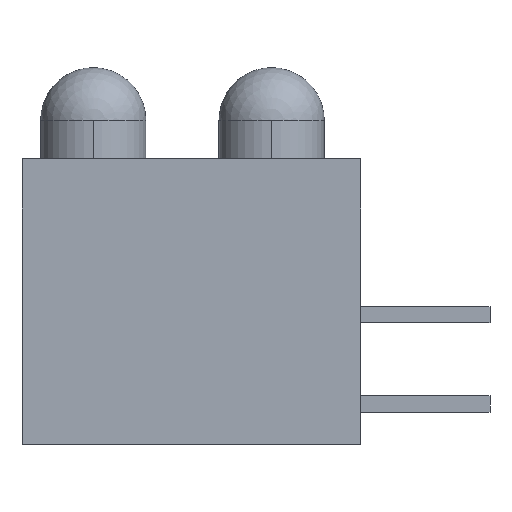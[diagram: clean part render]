
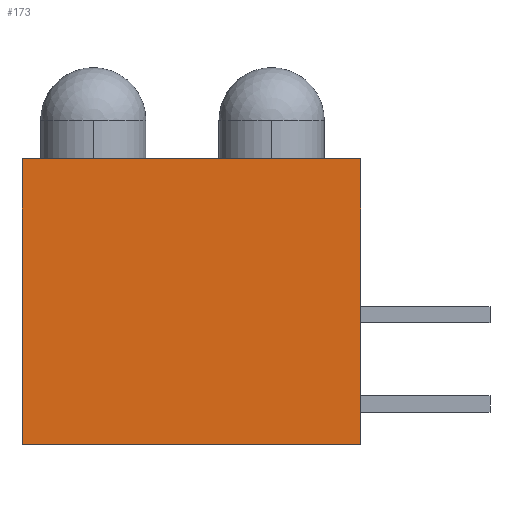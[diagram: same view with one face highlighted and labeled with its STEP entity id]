
A CAD part, left-side view. The second image highlights one B-rep face of the part: STEP entity #173.
In plain terms, the highlighted planar face has unit normal (-1, 0, 0).
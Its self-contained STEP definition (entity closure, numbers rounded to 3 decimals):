
#12 = DIRECTION ( 'NONE',  ( 1., 0., 0. ) ) ;
#47 = LINE ( 'NONE', #902, #1988 ) ;
#106 = EDGE_LOOP ( 'NONE', ( #792, #1171, #2401, #1441 ) ) ;
#173 = ADVANCED_FACE ( 'NONE', ( #1837 ), #779, .F. ) ;
#349 = DIRECTION ( 'NONE',  ( 0., 0., -1. ) ) ;
#383 = EDGE_CURVE ( 'NONE', #2198, #1330, #2062, .T. ) ;
#621 = CARTESIAN_POINT ( 'NONE',  ( -4.32, 0., 0. ) ) ;
#673 = VECTOR ( 'NONE', #1604, 1000. ) ;
#754 = DIRECTION ( 'NONE',  ( 0., 1., 0. ) ) ;
#755 = LINE ( 'NONE', #786, #1257 ) ;
#763 = CARTESIAN_POINT ( 'NONE',  ( -4.32, 0., 8.13 ) ) ;
#779 = PLANE ( 'NONE',  #1296 ) ;
#786 = CARTESIAN_POINT ( 'NONE',  ( -4.32, 0., 8.13 ) ) ;
#792 = ORIENTED_EDGE ( 'NONE', *, *, #1934, .T. ) ;
#855 = CARTESIAN_POINT ( 'NONE',  ( -4.32, 0., 8.13 ) ) ;
#902 = CARTESIAN_POINT ( 'NONE',  ( -4.32, 9.65, 8.13 ) ) ;
#928 = DIRECTION ( 'NONE',  ( 0., -1., 0. ) ) ;
#961 = VERTEX_POINT ( 'NONE', #1810 ) ;
#1007 = VERTEX_POINT ( 'NONE', #1452 ) ;
#1171 = ORIENTED_EDGE ( 'NONE', *, *, #383, .F. ) ;
#1257 = VECTOR ( 'NONE', #1917, 1000. ) ;
#1260 = EDGE_CURVE ( 'NONE', #1007, #2198, #755, .T. ) ;
#1296 = AXIS2_PLACEMENT_3D ( 'NONE', #763, #12, #754 ) ;
#1330 = VERTEX_POINT ( 'NONE', #621 ) ;
#1374 = VECTOR ( 'NONE', #928, 1000. ) ;
#1441 = ORIENTED_EDGE ( 'NONE', *, *, #2374, .T. ) ;
#1452 = CARTESIAN_POINT ( 'NONE',  ( -4.32, 9.65, 8.13 ) ) ;
#1604 = DIRECTION ( 'NONE',  ( 0., 0., -1. ) ) ;
#1810 = CARTESIAN_POINT ( 'NONE',  ( -4.32, 9.65, 0. ) ) ;
#1814 = LINE ( 'NONE', #2433, #1374 ) ;
#1837 = FACE_OUTER_BOUND ( 'NONE', #106, .T. ) ;
#1917 = DIRECTION ( 'NONE',  ( 0., -1., 0. ) ) ;
#1934 = EDGE_CURVE ( 'NONE', #961, #1330, #1814, .T. ) ;
#1967 = CARTESIAN_POINT ( 'NONE',  ( -4.32, 0., 8.13 ) ) ;
#1988 = VECTOR ( 'NONE', #349, 1000. ) ;
#2062 = LINE ( 'NONE', #855, #673 ) ;
#2198 = VERTEX_POINT ( 'NONE', #1967 ) ;
#2374 = EDGE_CURVE ( 'NONE', #1007, #961, #47, .T. ) ;
#2401 = ORIENTED_EDGE ( 'NONE', *, *, #1260, .F. ) ;
#2433 = CARTESIAN_POINT ( 'NONE',  ( -4.32, 0., 0. ) ) ;
